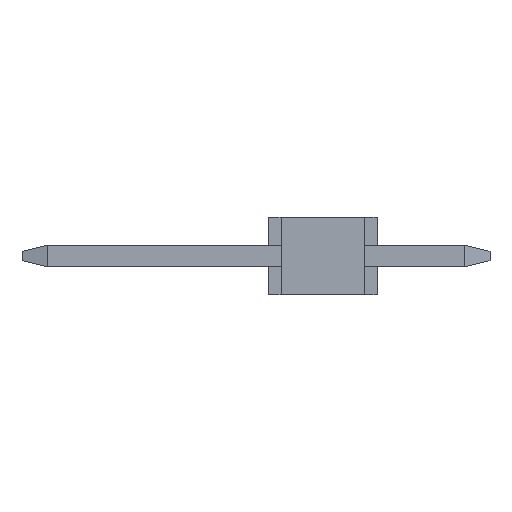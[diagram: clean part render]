
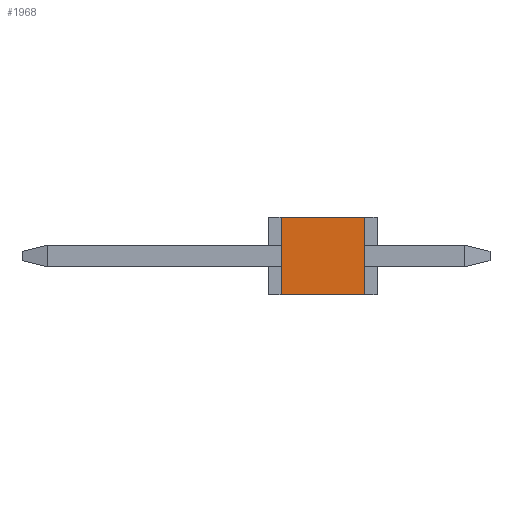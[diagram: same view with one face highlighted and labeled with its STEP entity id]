
A CAD part, left-side view. The second image highlights one B-rep face of the part: STEP entity #1968.
In plain terms, the highlighted planar face has unit normal (-1, 0, 0).
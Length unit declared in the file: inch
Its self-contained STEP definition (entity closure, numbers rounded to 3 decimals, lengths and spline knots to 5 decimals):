
#1=DIRECTION('',(0.,0.,-1.));
#2=VECTOR('',#1,0.093);
#3=CARTESIAN_POINT('',(-0.295,0.05,0.0465));
#4=LINE('',#3,#2);
#5=DIRECTION('',(0.,-1.,0.));
#6=VECTOR('',#5,0.1);
#7=CARTESIAN_POINT('',(-0.295,0.05,0.0465));
#8=LINE('',#7,#6);
#9=DIRECTION('',(0.,0.,-1.));
#10=VECTOR('',#9,0.093);
#11=CARTESIAN_POINT('',(-0.295,-0.05,0.0465));
#12=LINE('',#11,#10);
#13=DIRECTION('',(0.,1.,0.));
#14=VECTOR('',#13,0.1);
#15=CARTESIAN_POINT('',(-0.295,-0.05,-0.0465));
#16=LINE('',#15,#14);
#1497=CARTESIAN_POINT('',(-0.295,0.05,0.0465));
#1498=CARTESIAN_POINT('',(-0.295,0.05,-0.0465));
#1499=VERTEX_POINT('',#1497);
#1500=VERTEX_POINT('',#1498);
#1501=CARTESIAN_POINT('',(-0.295,-0.05,0.0465));
#1502=CARTESIAN_POINT('',(-0.295,-0.05,-0.0465));
#1503=VERTEX_POINT('',#1501);
#1504=VERTEX_POINT('',#1502);
#1953=CARTESIAN_POINT('',(-0.295,0.,0.));
#1954=DIRECTION('',(1.,0.,0.));
#1955=DIRECTION('',(0.,0.,-1.));
#1956=AXIS2_PLACEMENT_3D('',#1953,#1954,#1955);
#1957=PLANE('',#1956);
#1959=ORIENTED_EDGE('',*,*,#1958,.F.);
#1961=ORIENTED_EDGE('',*,*,#1960,.T.);
#1963=ORIENTED_EDGE('',*,*,#1962,.T.);
#1965=ORIENTED_EDGE('',*,*,#1964,.T.);
#1966=EDGE_LOOP('',(#1959,#1961,#1963,#1965));
#1967=FACE_OUTER_BOUND('',#1966,.F.);
#1968=ADVANCED_FACE('',(#1967),#1957,.F.);
#1958=EDGE_CURVE('',#1499,#1500,#4,.T.);
#1960=EDGE_CURVE('',#1499,#1503,#8,.T.);
#1962=EDGE_CURVE('',#1503,#1504,#12,.T.);
#1964=EDGE_CURVE('',#1504,#1500,#16,.T.);
